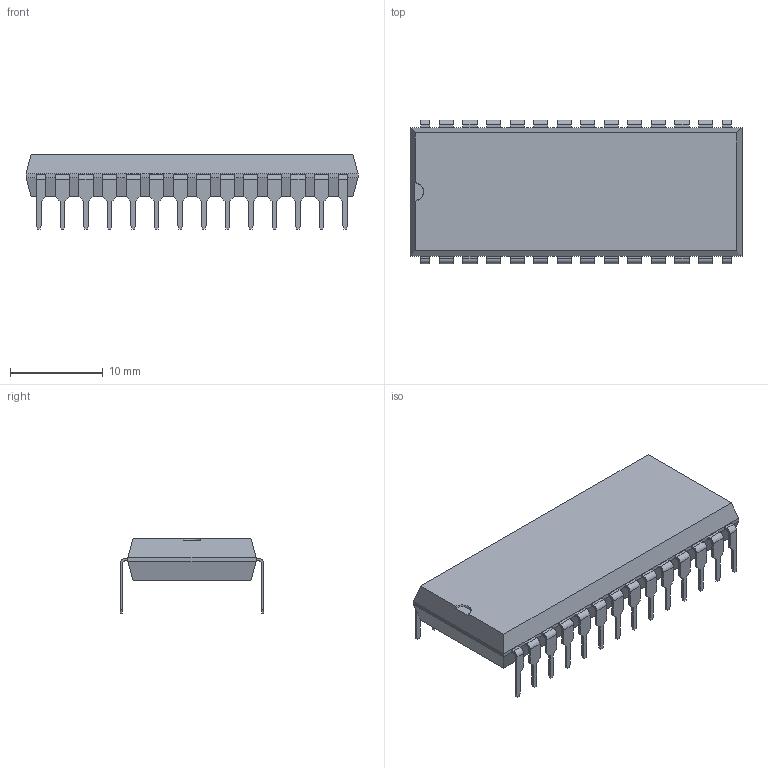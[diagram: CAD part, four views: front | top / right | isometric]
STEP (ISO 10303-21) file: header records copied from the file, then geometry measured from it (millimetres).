
FILE_DESCRIPTION(('STEP AP214'), '1');
FILE_NAME('DIP_package', '2018-05-07T10:30:06', ('Egor'), (''), 'ASCON STEP Converter 1.3', 'ASCON Math Kernel', '');
FILE_SCHEMA(('AUTOMOTIVE_DESIGN { 1 0 10303 214 3 1 1}'));
Length unit declared in the file: millimetre
Bounding box: 35.8 x 15.49 x 8 mm (x, y, z)
Volume: 2157.6 mm3; surface area: 1752.3 mm2
Topology: 1 solids, 1 shells, 430 faces, 1192 edges, 792 vertices
Faces by surface type: plane 373, cylinder 56, cone 1
Entity records: 17034 total; most frequent: CARTESIAN_POINT 2423, ORIENTED_EDGE 2384, DIRECTION 2166, EDGE_CURVE 1192, LINE 1076, VECTOR 1076, VERTEX_POINT 792, AXIS2_PLACEMENT_3D 545
